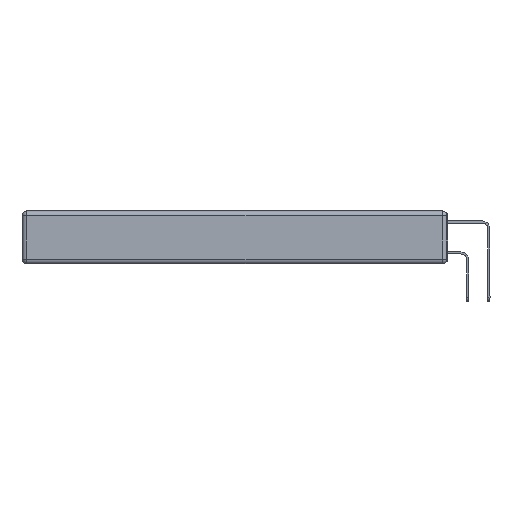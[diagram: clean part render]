
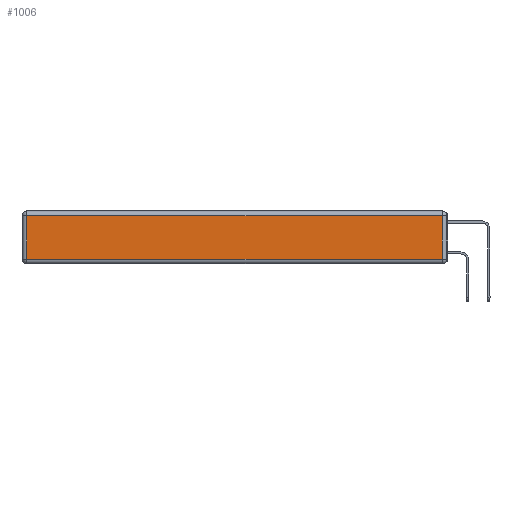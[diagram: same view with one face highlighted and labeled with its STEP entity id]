
A CAD part, left-side view. The second image highlights one B-rep face of the part: STEP entity #1006.
In plain terms, the highlighted planar face has unit normal (-1, 0, 0).
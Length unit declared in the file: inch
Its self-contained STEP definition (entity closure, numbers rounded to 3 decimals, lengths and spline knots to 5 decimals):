
#84 = DIRECTION ( 'NONE',  ( 0., 1., 0. ) ) ;
#556 = CARTESIAN_POINT ( 'NONE',  ( 0., 2.72, -0.03 ) ) ;
#896 = EDGE_CURVE ( 'NONE', #6027, #17269, #20858, .T. ) ;
#1006 = ADVANCED_FACE ( 'NONE', ( #5193 ), #19500, .T. ) ;
#3355 = DIRECTION ( 'NONE',  ( 0., 0., -1. ) ) ;
#3591 = EDGE_LOOP ( 'NONE', ( #6778, #14379, #10103, #5854 ) ) ;
#5193 = FACE_OUTER_BOUND ( 'NONE', #3591, .T. ) ;
#5241 = DIRECTION ( 'NONE',  ( 0., 0., 1. ) ) ;
#5306 = CARTESIAN_POINT ( 'NONE',  ( 0., 2.75, -0.03 ) ) ;
#5854 = ORIENTED_EDGE ( 'NONE', *, *, #8782, .T. ) ;
#5971 = EDGE_CURVE ( 'NONE', #9964, #6027, #9890, .T. ) ;
#6027 = VERTEX_POINT ( 'NONE', #10107 ) ;
#6778 = ORIENTED_EDGE ( 'NONE', *, *, #18093, .T. ) ;
#7205 = CARTESIAN_POINT ( 'NONE',  ( 0., 0., -0.313 ) ) ;
#7769 = VECTOR ( 'NONE', #3355, 39.37008 ) ;
#8417 = AXIS2_PLACEMENT_3D ( 'NONE', #14493, #9038, #15867 ) ;
#8782 = EDGE_CURVE ( 'NONE', #17269, #17199, #13231, .T. ) ;
#9038 = DIRECTION ( 'NONE',  ( -1., 0., 0. ) ) ;
#9890 = LINE ( 'NONE', #20794, #16026 ) ;
#9964 = VERTEX_POINT ( 'NONE', #10497 ) ;
#10103 = ORIENTED_EDGE ( 'NONE', *, *, #896, .T. ) ;
#10107 = CARTESIAN_POINT ( 'NONE',  ( 0., 0.03, -0.03 ) ) ;
#10497 = CARTESIAN_POINT ( 'NONE',  ( 0., 0.03, -0.313 ) ) ;
#13231 = LINE ( 'NONE', #21980, #7769 ) ;
#14130 = DIRECTION ( 'NONE',  ( 0., -1., 0. ) ) ;
#14239 = LINE ( 'NONE', #7205, #16548 ) ;
#14379 = ORIENTED_EDGE ( 'NONE', *, *, #5971, .T. ) ;
#14493 = CARTESIAN_POINT ( 'NONE',  ( 0., 0., -0.343 ) ) ;
#15867 = DIRECTION ( 'NONE',  ( 0., 0., 1. ) ) ;
#16026 = VECTOR ( 'NONE', #5241, 39.37008 ) ;
#16415 = VECTOR ( 'NONE', #84, 39.37008 ) ;
#16548 = VECTOR ( 'NONE', #14130, 39.37008 ) ;
#17199 = VERTEX_POINT ( 'NONE', #20780 ) ;
#17269 = VERTEX_POINT ( 'NONE', #556 ) ;
#18093 = EDGE_CURVE ( 'NONE', #17199, #9964, #14239, .T. ) ;
#19500 = PLANE ( 'NONE',  #8417 ) ;
#20780 = CARTESIAN_POINT ( 'NONE',  ( 0., 2.72, -0.313 ) ) ;
#20794 = CARTESIAN_POINT ( 'NONE',  ( 0., 0.03, -0.343 ) ) ;
#20858 = LINE ( 'NONE', #5306, #16415 ) ;
#21980 = CARTESIAN_POINT ( 'NONE',  ( 0., 2.72, -0.343 ) ) ;
